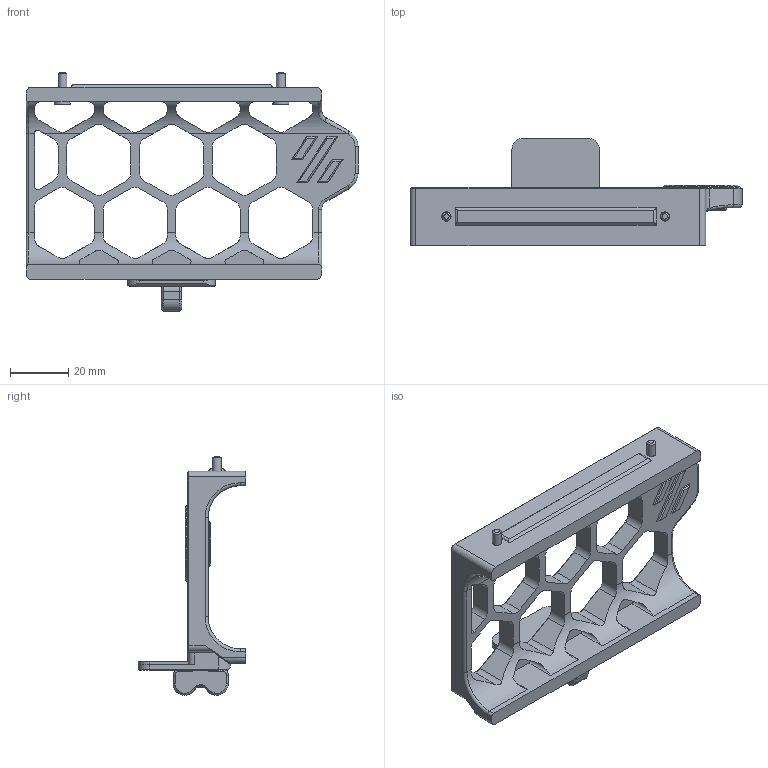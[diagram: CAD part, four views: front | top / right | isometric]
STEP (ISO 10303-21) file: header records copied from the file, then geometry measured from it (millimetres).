
FILE_DESCRIPTION(/* description */ (''),/* implementation_level */ '2;1');
FILE_NAME(/* name */ 'Bottom Panel Clip.step',/* time_stamp */ '2021-12-21T09:15:50+01:00',/* author */ (''),/* organization */ (''),/* preprocessor_version */ 'ST-DEVELOPER v18.1',/* originating_system */ 'Autodesk Translation Framework v10.10.0.1391',/* authorisation */ '');
FILE_SCHEMA (('AUTOMOTIVE_DESIGN { 1 0 10303 214 3 1 1 }'));
Length unit declared in the file: millimetre
Products named in the file (11): Bottom Panel Clip; Bottom_panel_clip; bottom_panel_clip_1; VHB (10); Wing_Nut; M3x8 SHCS (14); Right Skirt; M3x8 SHCS (75); M3x8 SHCS (76); M3 Threaded Insert (35); 250 (6)
Assembly tree (10 placements, depth 3):
  Bottom Panel Clip
    Bottom_panel_clip
      bottom_panel_clip_1
      VHB (10)
    Wing_Nut
      M3x8 SHCS (14)
    Right Skirt
      M3x8 SHCS (75)
      M3x8 SHCS (76)
      M3 Threaded Insert (35)
      250 (6)
Bounding box: 114 x 37 x 82 mm (x, y, z)
Volume: 38163 mm3; surface area: 27427.6 mm2
Topology: 10 solids, 10 shells, 711 faces, 1796 edges, 1109 vertices
Faces by surface type: plane 323, cylinder 167, cone 117, bspline 96, torus 8
Full cylindrical faces by diameter (mm): 2.9 x1, 3 x3, 3.2 x2, 3.3 x1, 4.2 x1, 4.25 x1, 4.6 x1, 4.7 x1, 4.8 x1, 5 x1, 5.5 x3, 5.8 x1, 6 x2, 6.2 x1, 26 x1
Entity records: 24245 total; most frequent: CARTESIAN_POINT 7179, ORIENTED_EDGE 3590, DIRECTION 3380, EDGE_CURVE 1795, AXIS2_PLACEMENT_3D 1209, VERTEX_POINT 1109, LINE 962, VECTOR 962
